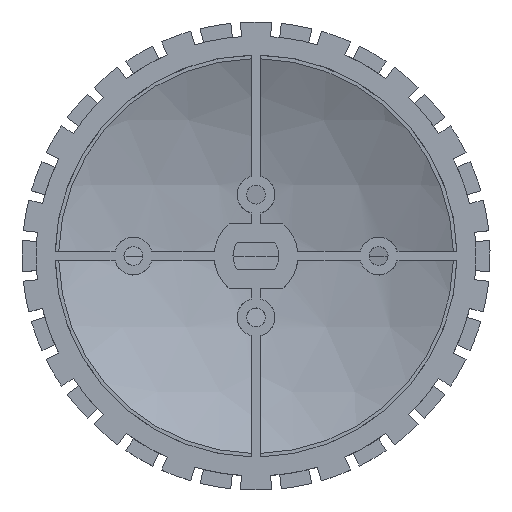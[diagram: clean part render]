
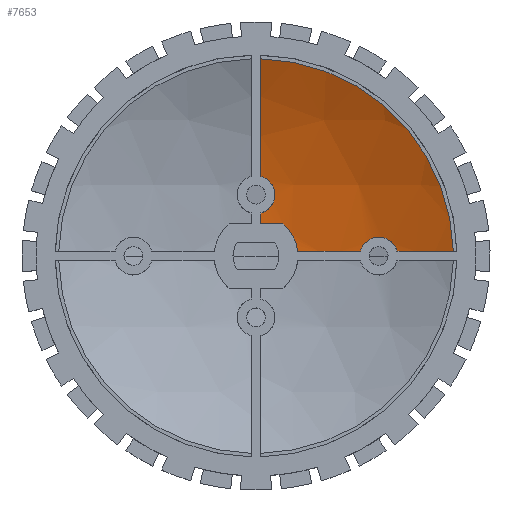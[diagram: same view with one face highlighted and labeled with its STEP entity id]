
A CAD part, top view. The second image highlights one B-rep face of the part: STEP entity #7653.
In plain terms, the highlighted spherical face has radius 46.241 mm.
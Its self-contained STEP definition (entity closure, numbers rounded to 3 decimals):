
#132 = CARTESIAN_POINT ( 'NONE',  ( 12.156, 1.826, -3.337 ) ) ;
#242 = SPHERICAL_SURFACE ( 'NONE', #8707, 46.241 ) ;
#377 = CARTESIAN_POINT ( 'NONE',  ( 1.448, 7.897, -4.298 ) ) ;
#434 = CIRCLE ( 'NONE', #2951, 46.116 ) ;
#477 = CARTESIAN_POINT ( 'NONE',  ( 0.716, 4.619, -4.764 ) ) ;
#534 = DIRECTION ( 'NONE',  ( 1., 0., 0. ) ) ;
#617 = CARTESIAN_POINT ( 'NONE',  ( 20.908, 0.5, 0. ) ) ;
#633 = VERTEX_POINT ( 'NONE', #7480 ) ;
#768 = CARTESIAN_POINT ( 'NONE',  ( 0., 0., -4.786 ) ) ;
#782 = VERTEX_POINT ( 'NONE', #3775 ) ;
#908 = CARTESIAN_POINT ( 'NONE',  ( 11.12, 0.72, -3.638 ) ) ;
#936 = CARTESIAN_POINT ( 'NONE',  ( 12.783, 2., -3.154 ) ) ;
#937 = DIRECTION ( 'NONE',  ( 0., 0., 1. ) ) ;
#1001 = VERTEX_POINT ( 'NONE', #7924 ) ;
#1030 = CARTESIAN_POINT ( 'NONE',  ( 4.413, 0.5, -4.786 ) ) ;
#1124 = ORIENTED_EDGE ( 'NONE', *, *, #2445, .F. ) ;
#1184 = CARTESIAN_POINT ( 'NONE',  ( 1.822, 7.354, -4.376 ) ) ;
#1322 = CIRCLE ( 'NONE', #7420, 4.441 ) ;
#1403 = VERTEX_POINT ( 'NONE', #4407 ) ;
#1418 = EDGE_CURVE ( 'NONE', #782, #633, #3486, .T. ) ;
#1562 = DIRECTION ( 'NONE',  ( 1., 0., 0. ) ) ;
#1571 = EDGE_CURVE ( 'NONE', #1001, #2477, #1885, .T. ) ;
#1612 = VERTEX_POINT ( 'NONE', #2855 ) ;
#1730 = CARTESIAN_POINT ( 'NONE',  ( 13.431, 1.965, -2.963 ) ) ;
#1885 = B_SPLINE_CURVE_WITH_KNOTS ( 'NONE', 3,
 ( #4048, #4739, #6850, #2760, #7547, #3418, #8199, #4069, #8864, #4778, #477, #5472 ),
 .UNSPECIFIED., .F., .F.,
 ( 4, 2, 2, 2, 2, 4 ),
 ( 0.003, 0.003, 0.004, 0.004, 0.005, 0.005 ),
 .UNSPECIFIED. ) ;
#1931 = CIRCLE ( 'NONE', #2605, 46.238 ) ;
#1958 = EDGE_CURVE ( 'NONE', #4335, #782, #6567, .T. ) ;
#1984 = CARTESIAN_POINT ( 'NONE',  ( 2., 6.72, -4.466 ) ) ;
#2185 = DIRECTION ( 'NONE',  ( 1., 0., 0. ) ) ;
#2445 = EDGE_CURVE ( 'NONE', #4335, #3975, #1322, .T. ) ;
#2452 = CARTESIAN_POINT ( 'NONE',  ( 0.5, 0., 41.241 ) ) ;
#2477 = VERTEX_POINT ( 'NONE', #4314 ) ;
#2492 = CARTESIAN_POINT ( 'NONE',  ( 14.037, 1.724, -2.785 ) ) ;
#2605 = AXIS2_PLACEMENT_3D ( 'NONE', #8297, #4172, #8960 ) ;
#2697 = CIRCLE ( 'NONE', #8805, 46.238 ) ;
#2709 = AXIS2_PLACEMENT_3D ( 'NONE', #8909, #4820, #534 ) ;
#2760 = CARTESIAN_POINT ( 'NONE',  ( 1.823, 5.648, -4.618 ) ) ;
#2855 = CARTESIAN_POINT ( 'NONE',  ( 0.5, 8.436, -4.221 ) ) ;
#2857 = CARTESIAN_POINT ( 'NONE',  ( 2.857, 3.4, -4.786 ) ) ;
#2898 = CARTESIAN_POINT ( 'NONE',  ( 0.5, 20.908, 0. ) ) ;
#2923 = EDGE_CURVE ( 'NONE', #1403, #3975, #434, .T. ) ;
#2943 = ORIENTED_EDGE ( 'NONE', *, *, #1418, .T. ) ;
#2951 = AXIS2_PLACEMENT_3D ( 'NONE', #4065, #8861, #4774 ) ;
#2997 = CARTESIAN_POINT ( 'NONE',  ( 0., 0.5, 41.241 ) ) ;
#3115 = CIRCLE ( 'NONE', #6785, 46.238 ) ;
#3125 = DIRECTION ( 'NONE',  ( 0., 1., 0. ) ) ;
#3154 = CARTESIAN_POINT ( 'NONE',  ( 14.823, 0.939, -2.552 ) ) ;
#3333 = CARTESIAN_POINT ( 'NONE',  ( 0.5, 8.436, -4.221 ) ) ;
#3339 = EDGE_CURVE ( 'NONE', #1403, #2477, #1931, .T. ) ;
#3418 = CARTESIAN_POINT ( 'NONE',  ( 1.517, 5.192, -4.683 ) ) ;
#3486 = B_SPLINE_CURVE_WITH_KNOTS ( 'NONE', 3,
 ( #6541, #908, #7914, #3771, #8570, #4469, #132, #5169, #936, #5873, #1730, #6569, #2492, #7282, #3154, #7941 ),
 .UNSPECIFIED., .F., .F.,
 ( 4, 2, 2, 2, 2, 2, 2, 4 ),
 ( 0., 0.001, 0.001, 0.002, 0.003, 0.003, 0.004, 0.005 ),
 .UNSPECIFIED. ) ;
#3637 = DIRECTION ( 'NONE',  ( 1., 0., 0. ) ) ;
#3710 = ORIENTED_EDGE ( 'NONE', *, *, #1958, .T. ) ;
#3729 = B_SPLINE_CURVE_WITH_KNOTS ( 'NONE', 3,
 ( #3333, #8114, #8765, #4690, #377, #5382, #1184, #6081, #1984, #6782 ),
 .UNSPECIFIED., .F., .F.,
 ( 4, 2, 2, 2, 4 ),
 ( 0., 0.001, 0.001, 0.002, 0.003 ),
 .UNSPECIFIED. ) ;
#3758 = EDGE_CURVE ( 'NONE', #1612, #1001, #3729, .T. ) ;
#3771 = CARTESIAN_POINT ( 'NONE',  ( 11.46, 1.296, -3.539 ) ) ;
#3775 = CARTESIAN_POINT ( 'NONE',  ( 11.064, 0.5, -3.654 ) ) ;
#3882 = FACE_OUTER_BOUND ( 'NONE', #3985, .T. ) ;
#3963 = ORIENTED_EDGE ( 'NONE', *, *, #4696, .T. ) ;
#3975 = VERTEX_POINT ( 'NONE', #2857 ) ;
#3985 = EDGE_LOOP ( 'NONE', ( #4034, #3963, #6121, #8139, #6045, #4400, #4557, #1124, #3710, #2943 ) ) ;
#4034 = ORIENTED_EDGE ( 'NONE', *, *, #5157, .T. ) ;
#4048 = CARTESIAN_POINT ( 'NONE',  ( 2., 6.5, -4.497 ) ) ;
#4065 = CARTESIAN_POINT ( 'NONE',  ( 0., 3.4, 41.241 ) ) ;
#4069 = CARTESIAN_POINT ( 'NONE',  ( 1.282, 4.961, -4.715 ) ) ;
#4156 = CARTESIAN_POINT ( 'NONE',  ( 0., 0., 41.241 ) ) ;
#4172 = DIRECTION ( 'NONE',  ( 1., 0., 0. ) ) ;
#4222 = EDGE_CURVE ( 'NONE', #1612, #4530, #3115, .T. ) ;
#4314 = CARTESIAN_POINT ( 'NONE',  ( 0.5, 4.564, -4.772 ) ) ;
#4335 = VERTEX_POINT ( 'NONE', #1030 ) ;
#4400 = ORIENTED_EDGE ( 'NONE', *, *, #3339, .F. ) ;
#4407 = CARTESIAN_POINT ( 'NONE',  ( 0.5, 3.4, -4.872 ) ) ;
#4469 = CARTESIAN_POINT ( 'NONE',  ( 11.963, 1.725, -3.393 ) ) ;
#4530 = VERTEX_POINT ( 'NONE', #2898 ) ;
#4557 = ORIENTED_EDGE ( 'NONE', *, *, #2923, .T. ) ;
#4690 = CARTESIAN_POINT ( 'NONE',  ( 1.288, 8.046, -4.277 ) ) ;
#4696 = EDGE_CURVE ( 'NONE', #9012, #4530, #5665, .T. ) ;
#4739 = CARTESIAN_POINT ( 'NONE',  ( 2., 6.28, -4.528 ) ) ;
#4774 = DIRECTION ( 'NONE',  ( 0., 0., -1. ) ) ;
#4778 = CARTESIAN_POINT ( 'NONE',  ( 0.92, 4.711, -4.751 ) ) ;
#4820 = DIRECTION ( 'NONE',  ( 0., -1., 0. ) ) ;
#5157 = EDGE_CURVE ( 'NONE', #633, #9012, #2697, .T. ) ;
#5169 = CARTESIAN_POINT ( 'NONE',  ( 12.57, 1.966, -3.216 ) ) ;
#5170 = CARTESIAN_POINT ( 'NONE',  ( 0., 0., 0. ) ) ;
#5382 = CARTESIAN_POINT ( 'NONE',  ( 1.719, 7.547, -4.348 ) ) ;
#5472 = CARTESIAN_POINT ( 'NONE',  ( 0.5, 4.564, -4.772 ) ) ;
#5665 = CIRCLE ( 'NONE', #5973, 20.914 ) ;
#5721 = DIRECTION ( 'NONE',  ( 0., 0., 1. ) ) ;
#5873 = CARTESIAN_POINT ( 'NONE',  ( 13.218, 2., -3.026 ) ) ;
#5876 = DIRECTION ( 'NONE',  ( 1., 0., 0. ) ) ;
#5973 = AXIS2_PLACEMENT_3D ( 'NONE', #5170, #937, #5876 ) ;
#6045 = ORIENTED_EDGE ( 'NONE', *, *, #1571, .T. ) ;
#6081 = CARTESIAN_POINT ( 'NONE',  ( 1.964, 6.936, -4.435 ) ) ;
#6121 = ORIENTED_EDGE ( 'NONE', *, *, #4222, .F. ) ;
#6541 = CARTESIAN_POINT ( 'NONE',  ( 11.064, 0.5, -3.654 ) ) ;
#6567 = CIRCLE ( 'NONE', #2709, 46.238 ) ;
#6569 = CARTESIAN_POINT ( 'NONE',  ( 13.844, 1.826, -2.842 ) ) ;
#6782 = CARTESIAN_POINT ( 'NONE',  ( 2., 6.5, -4.497 ) ) ;
#6785 = AXIS2_PLACEMENT_3D ( 'NONE', #2452, #7240, #3125 ) ;
#6850 = CARTESIAN_POINT ( 'NONE',  ( 1.964, 6.064, -4.559 ) ) ;
#7240 = DIRECTION ( 'NONE',  ( 1., 0., 0. ) ) ;
#7282 = CARTESIAN_POINT ( 'NONE',  ( 14.56, 1.326, -2.63 ) ) ;
#7420 = AXIS2_PLACEMENT_3D ( 'NONE', #768, #5721, #1562 ) ;
#7480 = CARTESIAN_POINT ( 'NONE',  ( 14.936, 0.5, -2.518 ) ) ;
#7547 = CARTESIAN_POINT ( 'NONE',  ( 1.718, 5.453, -4.646 ) ) ;
#7629 = DIRECTION ( 'NONE',  ( 0., 1., 0. ) ) ;
#7653 = ADVANCED_FACE ( 'NONE', ( #3882 ), #242, .F. ) ;
#7767 = DIRECTION ( 'NONE',  ( 0., -1., 0. ) ) ;
#7914 = CARTESIAN_POINT ( 'NONE',  ( 11.212, 0.923, -3.611 ) ) ;
#7924 = CARTESIAN_POINT ( 'NONE',  ( 2., 6.5, -4.497 ) ) ;
#7941 = CARTESIAN_POINT ( 'NONE',  ( 14.936, 0.5, -2.518 ) ) ;
#8114 = CARTESIAN_POINT ( 'NONE',  ( 0.716, 8.381, -4.229 ) ) ;
#8139 = ORIENTED_EDGE ( 'NONE', *, *, #3758, .T. ) ;
#8199 = CARTESIAN_POINT ( 'NONE',  ( 1.442, 5.11, -4.694 ) ) ;
#8297 = CARTESIAN_POINT ( 'NONE',  ( 0.5, 0., 41.241 ) ) ;
#8570 = CARTESIAN_POINT ( 'NONE',  ( 11.612, 1.456, -3.495 ) ) ;
#8707 = AXIS2_PLACEMENT_3D ( 'NONE', #4156, #7629, #2185 ) ;
#8765 = CARTESIAN_POINT ( 'NONE',  ( 0.917, 8.291, -4.242 ) ) ;
#8805 = AXIS2_PLACEMENT_3D ( 'NONE', #2997, #7767, #3637 ) ;
#8861 = DIRECTION ( 'NONE',  ( 0., -1., 0. ) ) ;
#8864 = CARTESIAN_POINT ( 'NONE',  ( 1.196, 4.893, -4.725 ) ) ;
#8909 = CARTESIAN_POINT ( 'NONE',  ( 0., 0.5, 41.241 ) ) ;
#8960 = DIRECTION ( 'NONE',  ( 0., 1., 0. ) ) ;
#9012 = VERTEX_POINT ( 'NONE', #617 ) ;
